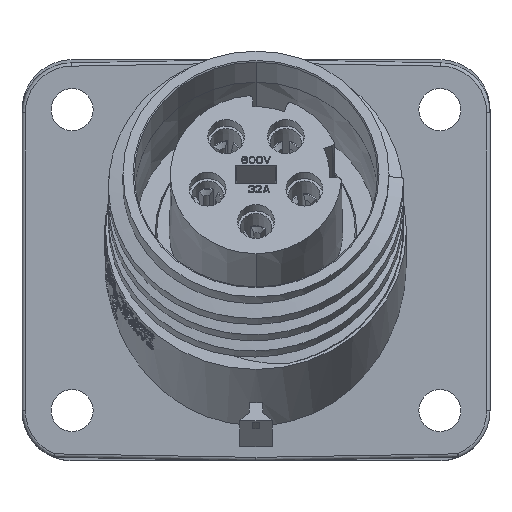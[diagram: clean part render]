
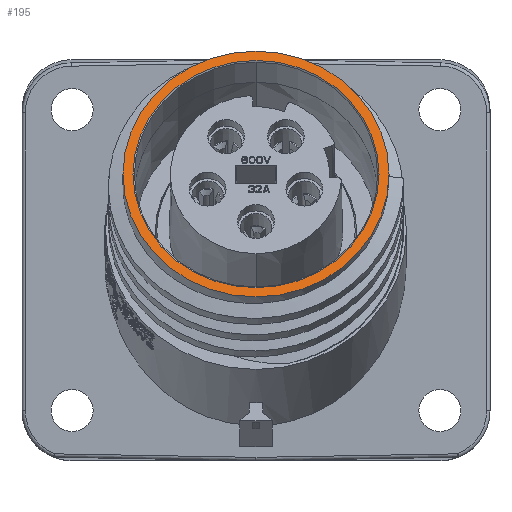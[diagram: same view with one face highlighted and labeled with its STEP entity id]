
A CAD part, top view. The second image highlights one B-rep face of the part: STEP entity #195.
In plain terms, the highlighted planar face has unit normal (0, 0.383, 0.924).
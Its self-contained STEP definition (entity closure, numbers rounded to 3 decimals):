
#195=ADVANCED_FACE('',(#3918,#3919),#3920,.T.);
#3918=FACE_OUTER_BOUND('',#13723,.T.);
#3919=FACE_BOUND('',#13724,.T.);
#3920=PLANE('',#13725);
#13723=EDGE_LOOP('',(#23738,#23739));
#13724=EDGE_LOOP('',(#23740,#23741,#23742,#23743));
#13725=AXIS2_PLACEMENT_3D('',#23744,#23745,#23746);
#23738=ORIENTED_EDGE('',*,*,#52589,.T.);
#23739=ORIENTED_EDGE('',*,*,#52592,.T.);
#23740=ORIENTED_EDGE('',*,*,#50296,.T.);
#23741=ORIENTED_EDGE('',*,*,#52593,.T.);
#23742=ORIENTED_EDGE('',*,*,#52594,.T.);
#23743=ORIENTED_EDGE('',*,*,#50301,.T.);
#23744=CARTESIAN_POINT('',(0.0,43.036,19.401));
#23745=DIRECTION('',(0.0,0.383,0.924));
#23746=DIRECTION('',(1.0,-0.0,0.0));
#50296=EDGE_CURVE('',#60038,#60035,#60039,.T.);
#50301=EDGE_CURVE('',#60044,#60038,#60047,.T.);
#52589=EDGE_CURVE('',#64489,#64490,#64491,.T.);
#52592=EDGE_CURVE('',#64490,#64489,#64494,.T.);
#52593=EDGE_CURVE('',#60035,#64495,#64496,.T.);
#52594=EDGE_CURVE('',#64495,#60044,#64497,.T.);
#60035=VERTEX_POINT('',#76481);
#60038=VERTEX_POINT('',#76485);
#60039=CIRCLE('',#76486,18.4);
#60044=VERTEX_POINT('',#76492);
#60047=CIRCLE('',#76496,18.4);
#64489=VERTEX_POINT('',#86404);
#64490=VERTEX_POINT('',#86405);
#64491=CIRCLE('',#86406,19.9);
#64494=CIRCLE('',#86411,19.9);
#64495=VERTEX_POINT('',#86412);
#64496=CIRCLE('',#86413,18.4);
#64497=CIRCLE('',#86414,18.4);
#76481=CARTESIAN_POINT('',(-18.4,12.82,31.918));
#76485=CARTESIAN_POINT('',(0.,-4.179,38.959));
#76486=AXIS2_PLACEMENT_3D('',#107796,#107797,#107798);
#76492=CARTESIAN_POINT('',(18.4,12.82,31.918));
#76496=AXIS2_PLACEMENT_3D('',#107807,#107808,#107809);
#86404=CARTESIAN_POINT('',(19.9,12.82,31.918));
#86405=CARTESIAN_POINT('',(-19.9,12.82,31.918));
#86406=AXIS2_PLACEMENT_3D('',#110140,#110141,#110142);
#86411=AXIS2_PLACEMENT_3D('',#110145,#110146,#110147);
#86412=CARTESIAN_POINT('',(0.,29.819,24.876));
#86413=AXIS2_PLACEMENT_3D('',#110148,#110149,#110150);
#86414=AXIS2_PLACEMENT_3D('',#110151,#110152,#110153);
#107796=CARTESIAN_POINT('',(0.,12.82,31.918));
#107797=DIRECTION('',(0.0,-0.383,-0.924));
#107798=DIRECTION('',(0.0,-0.924,0.383));
#107807=CARTESIAN_POINT('',(0.,12.82,31.918));
#107808=DIRECTION('',(0.0,-0.383,-0.924));
#107809=DIRECTION('',(0.0,0.924,-0.383));
#110140=CARTESIAN_POINT('',(0.0,12.82,31.918));
#110141=DIRECTION('',(-0.0,0.383,0.924));
#110142=DIRECTION('',(1.0,0.0,0.0));
#110145=CARTESIAN_POINT('',(0.0,12.82,31.918));
#110146=DIRECTION('',(0.0,0.383,0.924));
#110147=DIRECTION('',(-1.0,0.0,0.0));
#110148=CARTESIAN_POINT('',(0.,12.82,31.918));
#110149=DIRECTION('',(0.0,-0.383,-0.924));
#110150=DIRECTION('',(0.0,-0.924,0.383));
#110151=CARTESIAN_POINT('',(0.,12.82,31.918));
#110152=DIRECTION('',(0.0,-0.383,-0.924));
#110153=DIRECTION('',(0.0,0.924,-0.383));
